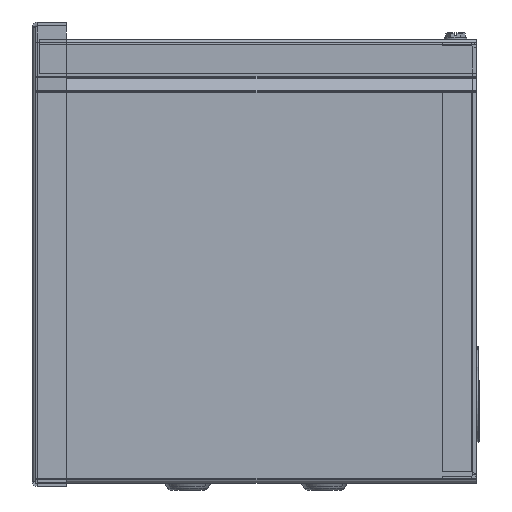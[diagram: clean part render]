
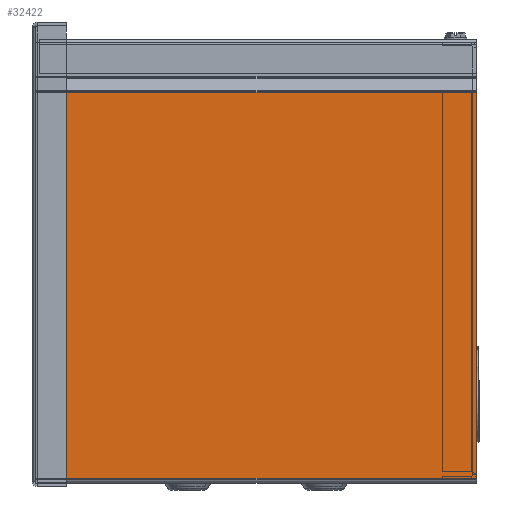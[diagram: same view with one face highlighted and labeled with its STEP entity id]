
A CAD part, left-side view. The second image highlights one B-rep face of the part: STEP entity #32422.
In plain terms, the highlighted planar face has unit normal (-1, 0, 0).
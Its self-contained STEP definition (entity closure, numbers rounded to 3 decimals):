
#1648=LINE($,#47002,#4214);
#1651=LINE($,#47008,#4217);
#1659=LINE($,#47031,#4225);
#1660=LINE($,#47035,#4226);
#4214=VECTOR($,#37880,8.063);
#4217=VECTOR($,#37885,7.061);
#4225=VECTOR($,#37917,8.063);
#4226=VECTOR($,#37924,7.061);
#6759=PLANE($,#34403);
#7943=FACE_OUTER_BOUND($,#9831,.T.);
#9831=EDGE_LOOP($,(#21035,#21036,#21037,#21038));
#13323=VERTEX_POINT($,#46990);
#13324=VERTEX_POINT($,#46994);
#13326=VERTEX_POINT($,#47006);
#13329=VERTEX_POINT($,#47030);
#16259=EDGE_CURVE($,#13323,#13324,#1648,.T.);
#16262=EDGE_CURVE($,#13326,#13324,#1651,.T.);
#16274=EDGE_CURVE($,#13326,#13329,#1659,.T.);
#16277=EDGE_CURVE($,#13323,#13329,#1660,.T.);
#21035=ORIENTED_EDGE($,*,*,#16259,.T.);
#21036=ORIENTED_EDGE($,*,*,#16262,.F.);
#21037=ORIENTED_EDGE($,*,*,#16274,.T.);
#21038=ORIENTED_EDGE($,*,*,#16277,.F.);
#32422=ADVANCED_FACE($,(#7943),#6759,.F.);
#34403=AXIS2_PLACEMENT_3D($,#47043,#37936,#37937);
#37880=DIRECTION($,(0.,1.,0.));
#37885=DIRECTION($,(0.,0.,1.));
#37917=DIRECTION($,(0.,-1.,0.));
#37924=DIRECTION($,(0.,0.,-1.));
#37936=DIRECTION('center_axis',(1.,0.,0.));
#37937=DIRECTION('ref_axis',(0.,0.,-1.));
#46990=CARTESIAN_POINT('',(-36.063,-4.031,7.154));
#46994=CARTESIAN_POINT('',(-36.063,4.031,7.154));
#47002=CARTESIAN_POINT($,(-36.063,2.016,7.154));
#47006=CARTESIAN_POINT('',(-36.063,4.031,0.093));
#47008=CARTESIAN_POINT($,(-36.063,4.031,0.093));
#47030=CARTESIAN_POINT('',(-36.063,-4.031,0.093));
#47031=CARTESIAN_POINT($,(-36.063,0.,0.093));
#47035=CARTESIAN_POINT($,(-36.063,-4.031,-0.044));
#47043=CARTESIAN_POINT('Origin',(-36.063,0.,3.6));
